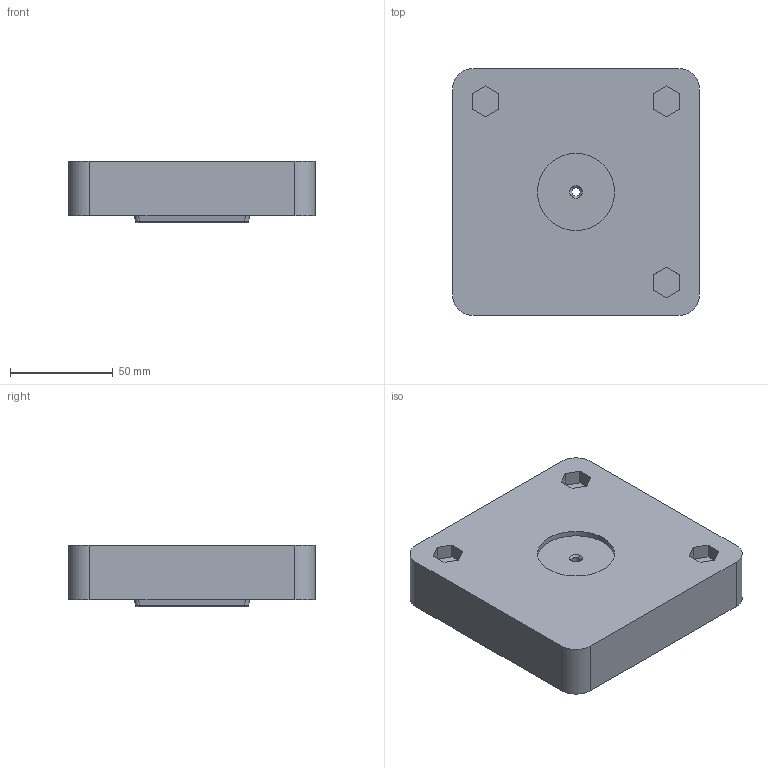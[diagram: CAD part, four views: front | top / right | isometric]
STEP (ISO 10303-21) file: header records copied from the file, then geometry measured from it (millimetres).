
FILE_DESCRIPTION (( 'STEP AP203' ), '1' );
FILE_NAME ('bottom.step', '2023-08-17T20:26:02', ( '' ), ( '' ), 'SwSTEP 2.0', 'SolidWorks 2022', '' );
FILE_SCHEMA (( 'CONFIG_CONTROL_DESIGN' ));
Length unit declared in the file: millimetre
Products named in the file (1): bottom
Bounding box: 120 x 120 x 30 mm (x, y, z)
Volume: 381166.7 mm3; surface area: 44528.4 mm2
Topology: 1 solids, 1 shells, 360 faces, 844 edges, 498 vertices
Faces by surface type: cylinder 156, bspline 84, plane 68, sphere 32, torus 16, cone 4
Entity records: 17007 total; most frequent: CARTESIAN_POINT 8987, ORIENTED_EDGE 1688, DIRECTION 1632, EDGE_CURVE 844, AXIS2_PLACEMENT_3D 651, VERTEX_POINT 498, CIRCLE 374, EDGE_LOOP 374
